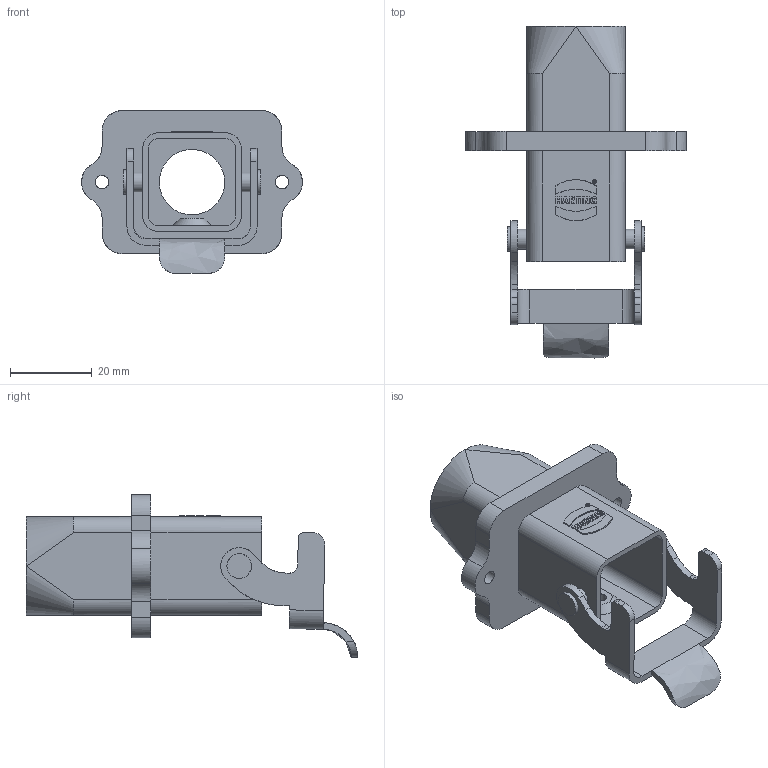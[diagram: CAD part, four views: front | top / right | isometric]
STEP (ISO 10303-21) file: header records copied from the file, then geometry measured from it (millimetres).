
FILE_DESCRIPTION(( 'HARTING HARTING HARTING HARTING HARTING HARTING HARTING HARTING HARTING', 'This Document is valid for Parts No. 19 20 003 1120'),'2;1');
FILE_NAME('MD_19200031120_RB.stp', '2010-11-26T10:34:56',('ITIS-4b'),('HARTING KGaA, D-32339 Espelkamp'), 'I-DEAS Master Series 10','HP-UNIX','Yes');
FILE_SCHEMA(('AUTOMOTIVE_DESIGN { 1 0 10303 214 1 1 1 1 }'));
Length unit declared in the file: millimetre
Products named in the file (1): MD 19 20 003 1120
Bounding box: 53.98 x 81.11 x 39.81 mm (x, y, z)
Volume: 15704.7 mm3; surface area: 15136.3 mm2
Topology: 1 solids, 1 shells, 216 faces, 564 edges, 373 vertices
Faces by surface type: bspline 216
Entity records: 7149 total; most frequent: CARTESIAN_POINT 3421, ORIENTED_EDGE 1128, EDGE_CURVE 564, VERTEX_POINT 373, OVER_RIDING_STYLED_ITEM 281, QUASI_UNIFORM_CURVE 279, EDGE_LOOP 249, FACE_OUTER_BOUND 216
